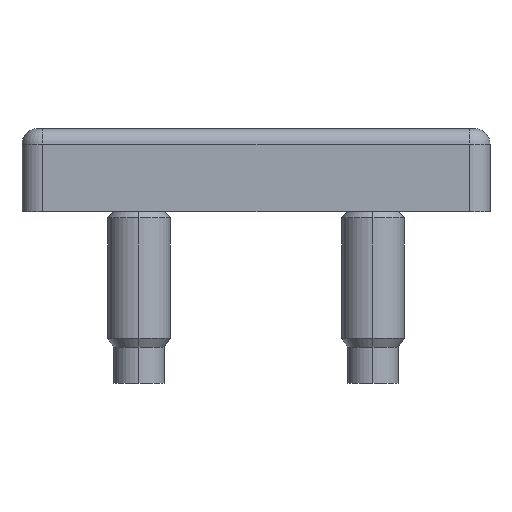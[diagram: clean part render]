
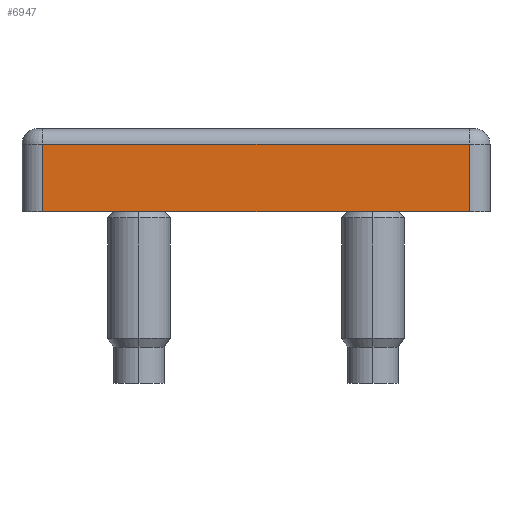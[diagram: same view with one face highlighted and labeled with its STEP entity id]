
A CAD part, left-side view. The second image highlights one B-rep face of the part: STEP entity #6947.
In plain terms, the highlighted planar face has unit normal (-1, 0, 0).
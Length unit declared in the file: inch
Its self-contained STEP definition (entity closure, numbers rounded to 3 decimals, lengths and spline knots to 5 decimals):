
#759 = VECTOR ( 'NONE', #16178, 39.37008 ) ;
#1028 = DIRECTION ( 'NONE',  ( 0., 0., 1. ) ) ;
#1044 = DIRECTION ( 'NONE',  ( 0., 0., -1. ) ) ;
#1210 = AXIS2_PLACEMENT_3D ( 'NONE', #9740, #17506, #1028 ) ;
#1260 = EDGE_CURVE ( 'NONE', #18362, #10485, #17328, .T. ) ;
#1565 = ORIENTED_EDGE ( 'NONE', *, *, #5557, .T. ) ;
#2703 = CARTESIAN_POINT ( 'NONE',  ( -1.77165, 1.61417, 0.51181 ) ) ;
#4059 = LINE ( 'NONE', #10040, #11062 ) ;
#4678 = ORIENTED_EDGE ( 'NONE', *, *, #11320, .T. ) ;
#5557 = EDGE_CURVE ( 'NONE', #10485, #13346, #10545, .T. ) ;
#5669 = CARTESIAN_POINT ( 'NONE',  ( -1.77165, 1.61417, 0. ) ) ;
#6047 = CARTESIAN_POINT ( 'NONE',  ( -1.77165, -1.61417, 0.51181 ) ) ;
#6947 = ADVANCED_FACE ( 'NONE', ( #7003 ), #14403, .T. ) ;
#7003 = FACE_OUTER_BOUND ( 'NONE', #7818, .T. ) ;
#7818 = EDGE_LOOP ( 'NONE', ( #11293, #1565, #4678, #10006 ) ) ;
#8297 = CARTESIAN_POINT ( 'NONE',  ( -1.77165, -1.61417, 0. ) ) ;
#9480 = VERTEX_POINT ( 'NONE', #13940 ) ;
#9740 = CARTESIAN_POINT ( 'NONE',  ( -1.77165, -1.61417, 0.51181 ) ) ;
#9946 = CARTESIAN_POINT ( 'NONE',  ( -1.77165, 1.61417, 0.51181 ) ) ;
#10006 = ORIENTED_EDGE ( 'NONE', *, *, #14269, .F. ) ;
#10040 = CARTESIAN_POINT ( 'NONE',  ( -1.77165, -1.61417, 0.51181 ) ) ;
#10485 = VERTEX_POINT ( 'NONE', #5669 ) ;
#10545 = LINE ( 'NONE', #13567, #13704 ) ;
#11062 = VECTOR ( 'NONE', #15965, 39.37008 ) ;
#11293 = ORIENTED_EDGE ( 'NONE', *, *, #1260, .T. ) ;
#11320 = EDGE_CURVE ( 'NONE', #13346, #9480, #4059, .T. ) ;
#13176 = DIRECTION ( 'NONE',  ( 0., -1., 0. ) ) ;
#13346 = VERTEX_POINT ( 'NONE', #8297 ) ;
#13378 = LINE ( 'NONE', #6047, #759 ) ;
#13567 = CARTESIAN_POINT ( 'NONE',  ( -1.77165, -1.61417, 0. ) ) ;
#13704 = VECTOR ( 'NONE', #13176, 39.37008 ) ;
#13940 = CARTESIAN_POINT ( 'NONE',  ( -1.77165, -1.61417, 0.51181 ) ) ;
#14109 = VECTOR ( 'NONE', #1044, 39.37008 ) ;
#14269 = EDGE_CURVE ( 'NONE', #18362, #9480, #13378, .T. ) ;
#14403 = PLANE ( 'NONE',  #1210 ) ;
#15965 = DIRECTION ( 'NONE',  ( 0., 0., 1. ) ) ;
#16178 = DIRECTION ( 'NONE',  ( 0., -1., 0. ) ) ;
#17328 = LINE ( 'NONE', #9946, #14109 ) ;
#17506 = DIRECTION ( 'NONE',  ( -1., 0., 0. ) ) ;
#18362 = VERTEX_POINT ( 'NONE', #2703 ) ;
